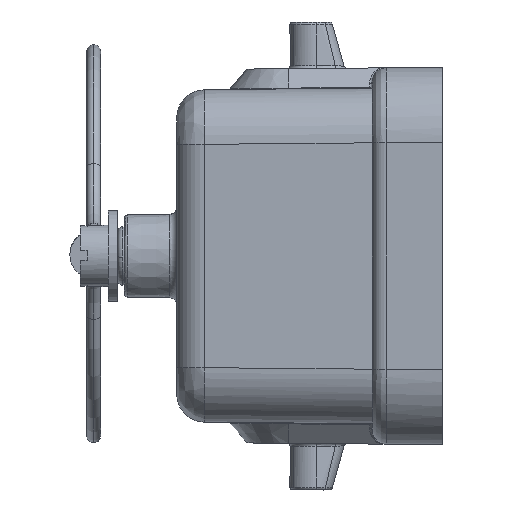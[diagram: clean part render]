
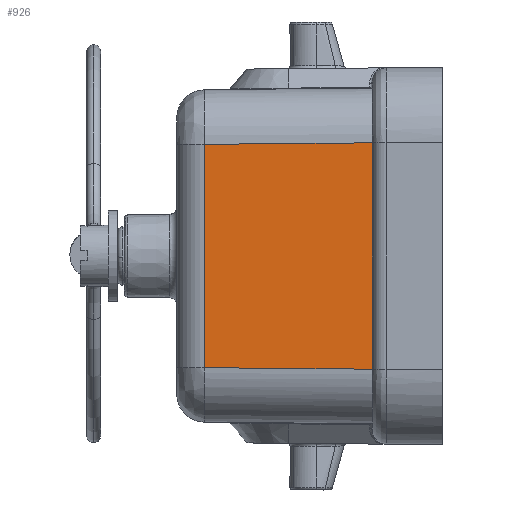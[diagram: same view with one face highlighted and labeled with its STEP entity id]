
A CAD part, left-side view. The second image highlights one B-rep face of the part: STEP entity #926.
In plain terms, the highlighted planar face has unit normal (-1, 0.009, 0).
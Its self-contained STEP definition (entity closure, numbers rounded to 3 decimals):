
#196=PLANE('',#3793);
#453=LINE('',#8299,#654);
#455=LINE('',#8309,#656);
#654=VECTOR('',#4346,1.);
#656=VECTOR('',#4354,1.);
#926=ADVANCED_FACE('',(#1158),#196,.T.);
#1158=FACE_OUTER_BOUND('',#1379,.T.);
#1379=EDGE_LOOP('',(#2267,#2268,#2269,#2270));
#2267=ORIENTED_EDGE('',*,*,#3011,.F.);
#2268=ORIENTED_EDGE('',*,*,#3326,.T.);
#2269=ORIENTED_EDGE('',*,*,#3329,.F.);
#2270=ORIENTED_EDGE('',*,*,#3330,.F.);
#2686=VERTEX_POINT('',#5054);
#2688=VERTEX_POINT('',#5061);
#2874=VERTEX_POINT('',#8298);
#2875=VERTEX_POINT('',#8308);
#3011=EDGE_CURVE('',#2688,#2686,#3510,.T.);
#3326=EDGE_CURVE('',#2688,#2874,#453,.T.);
#3329=EDGE_CURVE('',#2875,#2874,#3628,.T.);
#3330=EDGE_CURVE('',#2686,#2875,#455,.T.);
#3510=B_SPLINE_CURVE_WITH_KNOTS('',3,(#5062,#5063,#5064,#5065),
 .UNSPECIFIED.,.F.,.F.,(4,4),(0.,1.),.UNSPECIFIED.);
#3628=B_SPLINE_CURVE_WITH_KNOTS('',3,(#8304,#8305,#8306,#8307),
 .UNSPECIFIED.,.F.,.F.,(4,4),(0.,1.),.UNSPECIFIED.);
#3793=AXIS2_PLACEMENT_3D('',#8310,#4355,#4356);
#4346=DIRECTION('',(0.,0.,1.));
#4354=DIRECTION('',(0.,0.,1.));
#4355=DIRECTION('',(-1.,0.009,0.));
#4356=DIRECTION('',(0.009,1.,0.));
#5054=CARTESIAN_POINT('',(38.105,12.017,-7.995));
#5061=CARTESIAN_POINT('',(38.,0.,-8.1));
#5062=CARTESIAN_POINT('',(38.,0.,-8.1));
#5063=CARTESIAN_POINT('',(38.035,4.006,-8.065));
#5064=CARTESIAN_POINT('',(38.07,8.012,-8.03));
#5065=CARTESIAN_POINT('',(38.105,12.017,-7.995));
#8298=CARTESIAN_POINT('',(38.,0.,8.1));
#8299=CARTESIAN_POINT('',(38.,0.,-13.448));
#8304=CARTESIAN_POINT('',(38.105,12.017,7.995));
#8305=CARTESIAN_POINT('',(38.07,8.012,8.03));
#8306=CARTESIAN_POINT('',(38.035,4.006,8.065));
#8307=CARTESIAN_POINT('',(38.,0.,8.1));
#8308=CARTESIAN_POINT('',(38.105,12.017,7.995));
#8309=CARTESIAN_POINT('',(38.105,12.017,-8.182));
#8310=CARTESIAN_POINT('',(38.,0.,-13.448));
